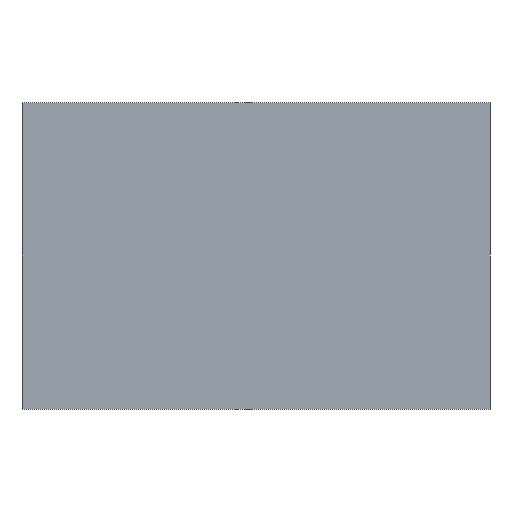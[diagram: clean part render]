
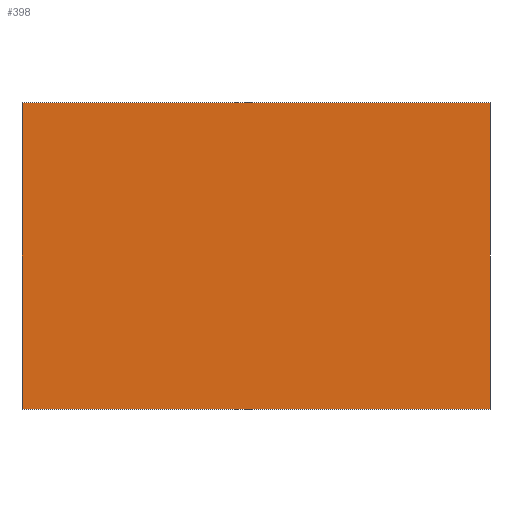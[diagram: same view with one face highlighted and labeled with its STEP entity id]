
A CAD part, front view. The second image highlights one B-rep face of the part: STEP entity #398.
In plain terms, the highlighted planar face has unit normal (0, -1, 0).
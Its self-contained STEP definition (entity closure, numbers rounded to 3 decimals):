
#10 = VERTEX_POINT ( 'NONE', #126 ) ;
#13 = CARTESIAN_POINT ( 'NONE',  ( 53.5, 0., -35. ) ) ;
#30 = DIRECTION ( 'NONE',  ( 1., 0., 0. ) ) ;
#32 = DIRECTION ( 'NONE',  ( 0., 0., -1. ) ) ;
#35 = LINE ( 'NONE', #150, #418 ) ;
#36 = VERTEX_POINT ( 'NONE', #13 ) ;
#49 = LINE ( 'NONE', #161, #138 ) ;
#52 = EDGE_CURVE ( 'NONE', #10, #129, #49, .T. ) ;
#67 = DIRECTION ( 'NONE',  ( 0., -1., 0. ) ) ;
#126 = CARTESIAN_POINT ( 'NONE',  ( -53.5, 0., -35. ) ) ;
#129 = VERTEX_POINT ( 'NONE', #141 ) ;
#138 = VECTOR ( 'NONE', #348, 1000. ) ;
#141 = CARTESIAN_POINT ( 'NONE',  ( -53.5, 0., 35. ) ) ;
#148 = ORIENTED_EDGE ( 'NONE', *, *, #379, .F. ) ;
#150 = CARTESIAN_POINT ( 'NONE',  ( -53.5, 0., -35. ) ) ;
#161 = CARTESIAN_POINT ( 'NONE',  ( -53.5, 0., 35. ) ) ;
#176 = LINE ( 'NONE', #435, #292 ) ;
#179 = DIRECTION ( 'NONE',  ( -1., 0., 0. ) ) ;
#185 = CARTESIAN_POINT ( 'NONE',  ( 53.5, 0., 35. ) ) ;
#227 = EDGE_LOOP ( 'NONE', ( #460, #148, #300, #452 ) ) ;
#255 = EDGE_CURVE ( 'NONE', #486, #36, #371, .T. ) ;
#272 = CARTESIAN_POINT ( 'NONE',  ( 53.5, 0., 35. ) ) ;
#292 = VECTOR ( 'NONE', #30, 1000. ) ;
#293 = PLANE ( 'NONE',  #316 ) ;
#300 = ORIENTED_EDGE ( 'NONE', *, *, #52, .F. ) ;
#302 = CARTESIAN_POINT ( 'NONE',  ( 0., 0., 0. ) ) ;
#316 = AXIS2_PLACEMENT_3D ( 'NONE', #302, #67, #32 ) ;
#337 = DIRECTION ( 'NONE',  ( 0., 0., -1. ) ) ;
#338 = EDGE_CURVE ( 'NONE', #36, #10, #35, .T. ) ;
#348 = DIRECTION ( 'NONE',  ( 0., 0., 1. ) ) ;
#371 = LINE ( 'NONE', #185, #450 ) ;
#379 = EDGE_CURVE ( 'NONE', #129, #486, #176, .T. ) ;
#398 = ADVANCED_FACE ( 'NONE', ( #440 ), #293, .T. ) ;
#418 = VECTOR ( 'NONE', #179, 1000. ) ;
#435 = CARTESIAN_POINT ( 'NONE',  ( -53.5, 0., 35. ) ) ;
#440 = FACE_OUTER_BOUND ( 'NONE', #227, .T. ) ;
#450 = VECTOR ( 'NONE', #337, 1000. ) ;
#452 = ORIENTED_EDGE ( 'NONE', *, *, #338, .F. ) ;
#460 = ORIENTED_EDGE ( 'NONE', *, *, #255, .F. ) ;
#486 = VERTEX_POINT ( 'NONE', #272 ) ;
